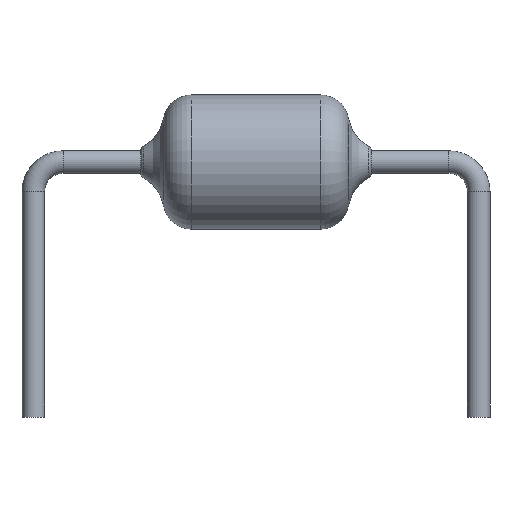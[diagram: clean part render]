
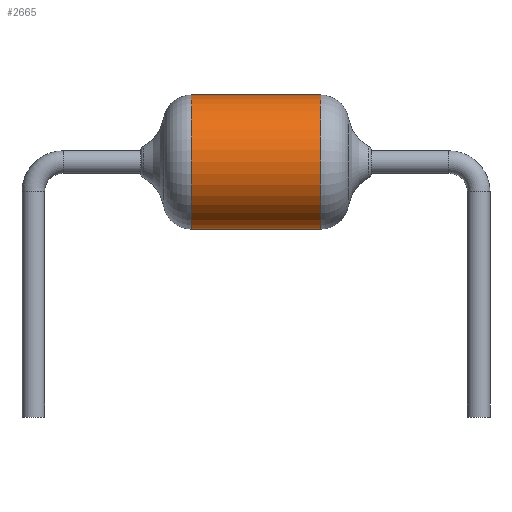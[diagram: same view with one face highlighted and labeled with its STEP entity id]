
A CAD part, front view. The second image highlights one B-rep face of the part: STEP entity #2665.
In plain terms, the highlighted cylindrical face has radius 1.25 mm (diameter 2.5 mm), a partial arc.
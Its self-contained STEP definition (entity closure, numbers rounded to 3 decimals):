
#1070 = DIRECTION ( 'NONE',  ( -1., 0., 0. ) ) ;
#1154 = EDGE_CURVE ( 'NONE', #12668, #8768, #2199, .T. ) ;
#1441 = EDGE_LOOP ( 'NONE', ( #9499, #5457, #8182, #2579 ) ) ;
#1555 = CYLINDRICAL_SURFACE ( 'NONE', #11320, 1.25 ) ;
#2199 = CIRCLE ( 'NONE', #7483, 1.25 ) ;
#2267 = CARTESIAN_POINT ( 'NONE',  ( -1.202, 0., 0. ) ) ;
#2579 = ORIENTED_EDGE ( 'NONE', *, *, #6183, .F. ) ;
#2616 = EDGE_CURVE ( 'NONE', #12668, #6629, #8870, .T. ) ;
#2665 = ADVANCED_FACE ( 'NONE', ( #11056 ), #1555, .T. ) ;
#3848 = DIRECTION ( 'NONE',  ( -1., 0., 0. ) ) ;
#3910 = DIRECTION ( 'NONE',  ( -1., 0., 0. ) ) ;
#5053 = CARTESIAN_POINT ( 'NONE',  ( 1.202, 0., 0. ) ) ;
#5093 = CARTESIAN_POINT ( 'NONE',  ( 1.202, 0., 1.25 ) ) ;
#5118 = DIRECTION ( 'NONE',  ( 0., 0., 1. ) ) ;
#5136 = VECTOR ( 'NONE', #6011, 1000. ) ;
#5331 = CARTESIAN_POINT ( 'NONE',  ( 1.202, 0., -1.25 ) ) ;
#5432 = CARTESIAN_POINT ( 'NONE',  ( -1.202, 0., -1.25 ) ) ;
#5457 = ORIENTED_EDGE ( 'NONE', *, *, #1154, .T. ) ;
#5694 = CARTESIAN_POINT ( 'NONE',  ( -1.202, 0., 1.25 ) ) ;
#5771 = CARTESIAN_POINT ( 'NONE',  ( -2.442, 0., 0. ) ) ;
#5818 = CARTESIAN_POINT ( 'NONE',  ( -2.442, 0., 1.25 ) ) ;
#5865 = AXIS2_PLACEMENT_3D ( 'NONE', #2267, #1070, #7512 ) ;
#6011 = DIRECTION ( 'NONE',  ( -1., 0., 0. ) ) ;
#6183 = EDGE_CURVE ( 'NONE', #6629, #12509, #8737, .T. ) ;
#6629 = VERTEX_POINT ( 'NONE', #5432 ) ;
#7483 = AXIS2_PLACEMENT_3D ( 'NONE', #5053, #3910, #5118 ) ;
#7512 = DIRECTION ( 'NONE',  ( 0., 0., 1. ) ) ;
#7599 = VECTOR ( 'NONE', #8944, 1000. ) ;
#8182 = ORIENTED_EDGE ( 'NONE', *, *, #9907, .T. ) ;
#8737 = CIRCLE ( 'NONE', #5865, 1.25 ) ;
#8768 = VERTEX_POINT ( 'NONE', #5093 ) ;
#8870 = LINE ( 'NONE', #13046, #7599 ) ;
#8944 = DIRECTION ( 'NONE',  ( -1., 0., 0. ) ) ;
#9499 = ORIENTED_EDGE ( 'NONE', *, *, #2616, .F. ) ;
#9907 = EDGE_CURVE ( 'NONE', #8768, #12509, #12129, .T. ) ;
#9960 = DIRECTION ( 'NONE',  ( 0., 0., 1. ) ) ;
#11056 = FACE_OUTER_BOUND ( 'NONE', #1441, .T. ) ;
#11320 = AXIS2_PLACEMENT_3D ( 'NONE', #5771, #3848, #9960 ) ;
#12129 = LINE ( 'NONE', #5818, #5136 ) ;
#12509 = VERTEX_POINT ( 'NONE', #5694 ) ;
#12668 = VERTEX_POINT ( 'NONE', #5331 ) ;
#13046 = CARTESIAN_POINT ( 'NONE',  ( -2.442, 0., -1.25 ) ) ;
